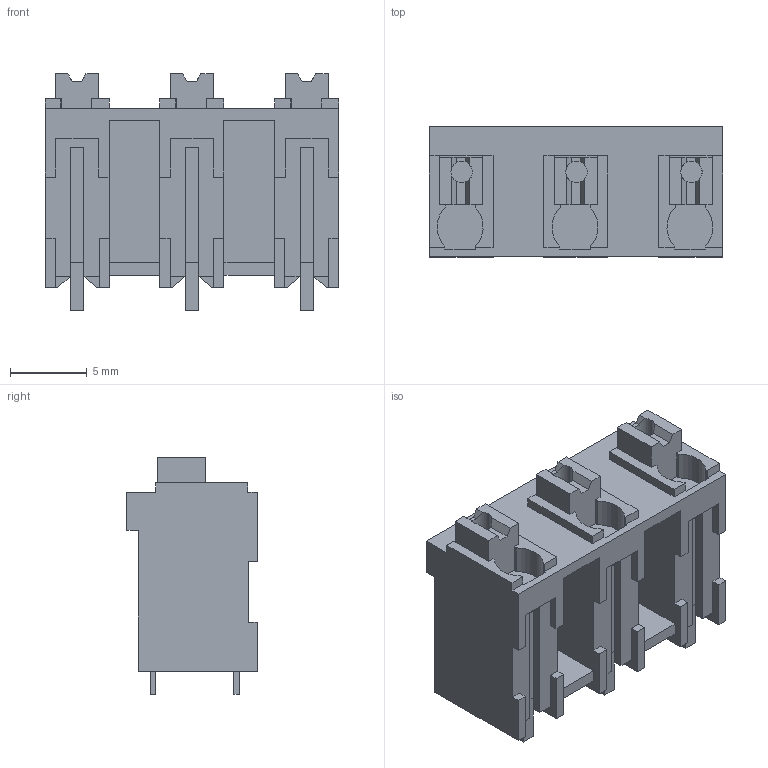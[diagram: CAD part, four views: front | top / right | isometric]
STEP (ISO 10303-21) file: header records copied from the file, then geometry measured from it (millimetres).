
FILE_DESCRIPTION(('CATIA V5 STEP Exchange','CAx-IF Rec.Pracs.--- Model Styling and Organization---1.2---2011-12-15'),'2;1');
FILE_NAME ('D1458118_0_1875460000_1875460000.stp','2018-03-20T09:30:58+00:00',('none'),('Weidmueller'),'CATIA Version 5-6 Release 2014','CATIA V5 STEP AP214','none');
FILE_SCHEMA(('AUTOMOTIVE_DESIGN { 1 0 10303 214 1 1 1 1 }'));
Length unit declared in the file: millimetre
Products named in the file (1): 1875460000 
Bounding box: 19.13 x 8.5 x 15.45 mm (x, y, z)
Volume: 1171 mm3; surface area: 1809 mm2
Topology: 10 solids, 10 shells, 268 faces, 740 edges, 493 vertices
Faces by surface type: plane 256, cylinder 12
Entity records: 8343 total; most frequent: CARTESIAN_POINT 1535, ORIENTED_EDGE 1480, DIRECTION 1152, EDGE_CURVE 740, VECTOR 692, LINE 692, VERTEX_POINT 493, EDGE_LOOP 269
